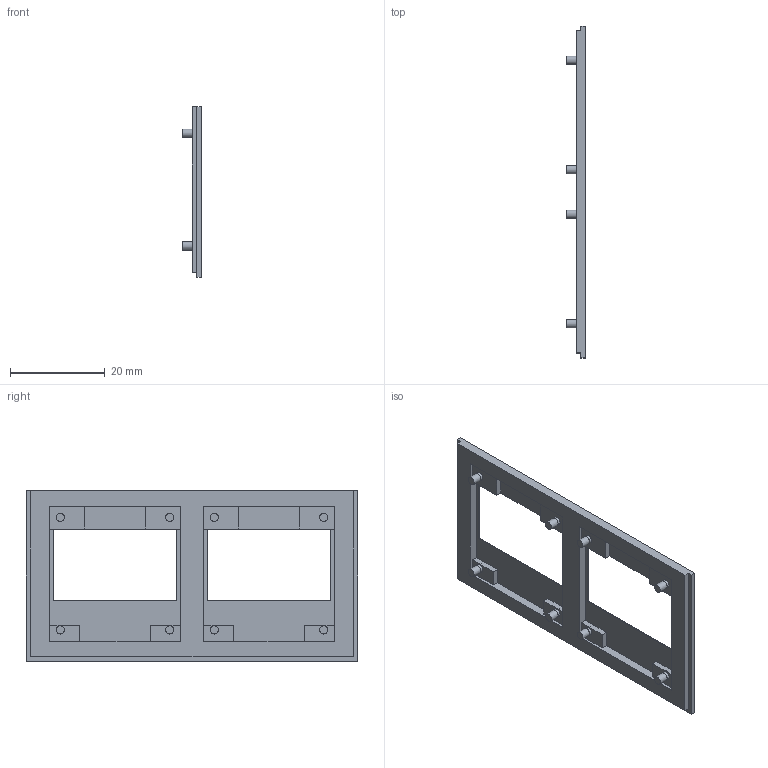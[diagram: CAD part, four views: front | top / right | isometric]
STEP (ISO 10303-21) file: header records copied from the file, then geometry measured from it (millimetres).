
FILE_DESCRIPTION(/* description */ (''),/* implementation_level */ '2;1');
FILE_NAME(/* name */ 'Case Front.step',/* time_stamp */ '2024-01-29T10:31:27-08:00',/* author */ (''),/* organization */ (''),/* preprocessor_version */ 'ST-DEVELOPER v20',/* originating_system */ 'Autodesk Translation Framework v12.14.0.127',/* authorisation */ '');
FILE_SCHEMA (('AUTOMOTIVE_DESIGN { 1 0 10303 214 3 1 1 }'));
Length unit declared in the file: millimetre
Products named in the file (1): Case Front
Bounding box: 4 x 70 x 36 mm (x, y, z)
Volume: 2262.6 mm3; surface area: 4530.8 mm2
Topology: 9 solids, 9 shells, 90 faces, 192 edges, 128 vertices
Faces by surface type: plane 74, cylinder 16
Full cylindrical faces by diameter (mm): 1.75 x16
Entity records: 2441 total; most frequent: CARTESIAN_POINT 411, DIRECTION 406, ORIENTED_EDGE 384, EDGE_CURVE 192, LINE 160, VECTOR 160, VERTEX_POINT 128, AXIS2_PLACEMENT_3D 123
